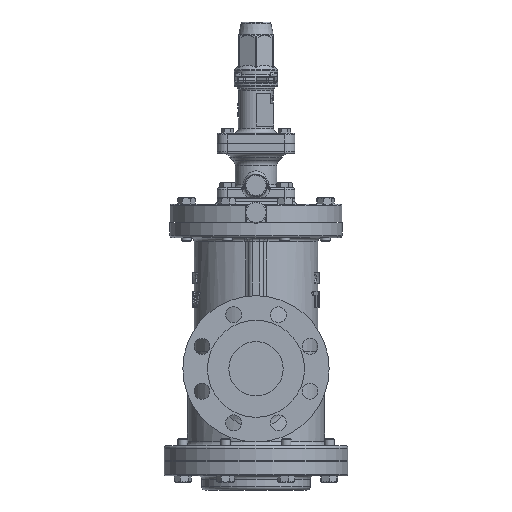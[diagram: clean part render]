
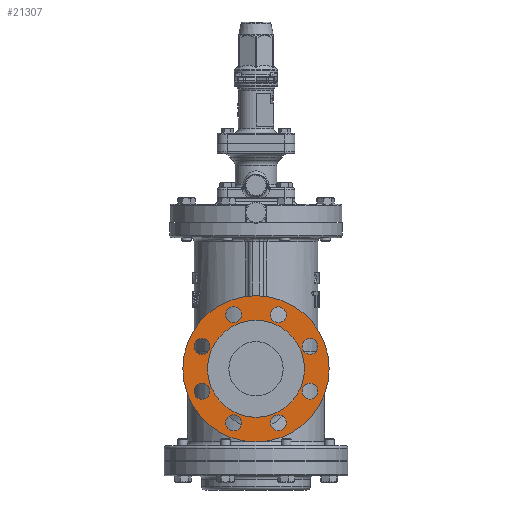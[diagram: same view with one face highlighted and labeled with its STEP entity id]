
A CAD part, left-side view. The second image highlights one B-rep face of the part: STEP entity #21307.
In plain terms, the highlighted planar face has unit normal (-1, 0, 0).
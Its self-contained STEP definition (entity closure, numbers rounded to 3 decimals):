
#781=PLANE('',#22692);
#1909=FACE_BOUND('',#3491,.T.);
#1910=FACE_BOUND('',#3492,.T.);
#1911=FACE_BOUND('',#3493,.T.);
#1912=FACE_BOUND('',#3494,.T.);
#1913=FACE_BOUND('',#3495,.T.);
#1914=FACE_BOUND('',#3496,.T.);
#1915=FACE_BOUND('',#3497,.T.);
#1916=FACE_BOUND('',#3498,.T.);
#1917=FACE_BOUND('',#3499,.T.);
#2130=FACE_OUTER_BOUND('',#3490,.T.);
#3490=EDGE_LOOP('',(#13688));
#3491=EDGE_LOOP('',(#13689));
#3492=EDGE_LOOP('',(#13690));
#3493=EDGE_LOOP('',(#13691));
#3494=EDGE_LOOP('',(#13692));
#3495=EDGE_LOOP('',(#13693));
#3496=EDGE_LOOP('',(#13694));
#3497=EDGE_LOOP('',(#13695));
#3498=EDGE_LOOP('',(#13696));
#3499=EDGE_LOOP('',(#13697));
#4932=CIRCLE('',#22629,87.5);
#4972=CIRCLE('',#22693,9.5);
#4973=CIRCLE('',#22694,9.5);
#4974=CIRCLE('',#22695,9.5);
#4975=CIRCLE('',#22696,9.5);
#4976=CIRCLE('',#22697,9.5);
#4977=CIRCLE('',#22698,9.5);
#4978=CIRCLE('',#22699,9.5);
#4979=CIRCLE('',#22700,9.5);
#4980=CIRCLE('',#22701,58.);
#8296=VERTEX_POINT('',#31209);
#8402=VERTEX_POINT('',#33181);
#8403=VERTEX_POINT('',#33183);
#8404=VERTEX_POINT('',#33185);
#8405=VERTEX_POINT('',#33187);
#8406=VERTEX_POINT('',#33189);
#8407=VERTEX_POINT('',#33191);
#8408=VERTEX_POINT('',#33193);
#8409=VERTEX_POINT('',#33195);
#8410=VERTEX_POINT('',#33197);
#10220=EDGE_CURVE('',#8296,#8296,#4932,.T.);
#10386=EDGE_CURVE('',#8402,#8402,#4972,.T.);
#10387=EDGE_CURVE('',#8403,#8403,#4973,.T.);
#10388=EDGE_CURVE('',#8404,#8404,#4974,.T.);
#10389=EDGE_CURVE('',#8405,#8405,#4975,.T.);
#10390=EDGE_CURVE('',#8406,#8406,#4976,.T.);
#10391=EDGE_CURVE('',#8407,#8407,#4977,.T.);
#10392=EDGE_CURVE('',#8408,#8408,#4978,.T.);
#10393=EDGE_CURVE('',#8409,#8409,#4979,.T.);
#10394=EDGE_CURVE('',#8410,#8410,#4980,.T.);
#13688=ORIENTED_EDGE('',*,*,#10220,.F.);
#13689=ORIENTED_EDGE('',*,*,#10386,.F.);
#13690=ORIENTED_EDGE('',*,*,#10387,.F.);
#13691=ORIENTED_EDGE('',*,*,#10388,.F.);
#13692=ORIENTED_EDGE('',*,*,#10389,.F.);
#13693=ORIENTED_EDGE('',*,*,#10390,.F.);
#13694=ORIENTED_EDGE('',*,*,#10391,.F.);
#13695=ORIENTED_EDGE('',*,*,#10392,.F.);
#13696=ORIENTED_EDGE('',*,*,#10393,.F.);
#13697=ORIENTED_EDGE('',*,*,#10394,.F.);
#21307=ADVANCED_FACE('',(#2130,#1909,#1910,#1911,#1912,#1913,#1914,#1915,
#1916,#1917),#781,.F.);
#22629=AXIS2_PLACEMENT_3D('',#31211,#25123,#25124);
#22692=AXIS2_PLACEMENT_3D('',#33180,#25268,#25269);
#22693=AXIS2_PLACEMENT_3D('',#33182,#25270,#25271);
#22694=AXIS2_PLACEMENT_3D('',#33184,#25272,#25273);
#22695=AXIS2_PLACEMENT_3D('',#33186,#25274,#25275);
#22696=AXIS2_PLACEMENT_3D('',#33188,#25276,#25277);
#22697=AXIS2_PLACEMENT_3D('',#33190,#25278,#25279);
#22698=AXIS2_PLACEMENT_3D('',#33192,#25280,#25281);
#22699=AXIS2_PLACEMENT_3D('',#33194,#25282,#25283);
#22700=AXIS2_PLACEMENT_3D('',#33196,#25284,#25285);
#22701=AXIS2_PLACEMENT_3D('',#33198,#25286,#25287);
#25123=DIRECTION('center_axis',(1.,0.,0.));
#25124=DIRECTION('ref_axis',(0.,0.,1.));
#25268=DIRECTION('center_axis',(1.,0.,0.));
#25269=DIRECTION('ref_axis',(0.,0.,-1.));
#25270=DIRECTION('center_axis',(-1.,0.,0.));
#25271=DIRECTION('ref_axis',(0.,0.707,0.707));
#25272=DIRECTION('center_axis',(-1.,0.,0.));
#25273=DIRECTION('ref_axis',(0.,1.,0.));
#25274=DIRECTION('center_axis',(-1.,0.,0.));
#25275=DIRECTION('ref_axis',(0.,0.707,-0.707));
#25276=DIRECTION('center_axis',(-1.,0.,0.));
#25277=DIRECTION('ref_axis',(0.,0.,-1.));
#25278=DIRECTION('center_axis',(-1.,0.,0.));
#25279=DIRECTION('ref_axis',(0.,-0.707,-0.707));
#25280=DIRECTION('center_axis',(-1.,0.,0.));
#25281=DIRECTION('ref_axis',(0.,-1.,0.));
#25282=DIRECTION('center_axis',(-1.,0.,0.));
#25283=DIRECTION('ref_axis',(0.,-0.707,0.707));
#25284=DIRECTION('center_axis',(-1.,0.,0.));
#25285=DIRECTION('ref_axis',(0.,0.,1.));
#25286=DIRECTION('center_axis',(-1.,0.,0.));
#25287=DIRECTION('ref_axis',(0.,0.,1.));
#31209=CARTESIAN_POINT('',(-185.,0.,-87.5));
#31211=CARTESIAN_POINT('Origin',(-185.,0.,0.));
#33180=CARTESIAN_POINT('Origin',(-185.,0.,87.5));
#33181=CARTESIAN_POINT('',(-185.,57.954,20.07));
#33182=CARTESIAN_POINT('Origin',(-185.,64.672,26.788));
#33183=CARTESIAN_POINT('',(-185.,55.172,-26.788));
#33184=CARTESIAN_POINT('Origin',(-185.,64.672,-26.788));
#33185=CARTESIAN_POINT('',(-185.,20.07,-57.954));
#33186=CARTESIAN_POINT('Origin',(-185.,26.788,-64.672));
#33187=CARTESIAN_POINT('',(-185.,-26.788,-55.172));
#33188=CARTESIAN_POINT('Origin',(-185.,-26.788,-64.672));
#33189=CARTESIAN_POINT('',(-185.,-57.954,-20.07));
#33190=CARTESIAN_POINT('Origin',(-185.,-64.672,-26.788));
#33191=CARTESIAN_POINT('',(-185.,-55.172,26.788));
#33192=CARTESIAN_POINT('Origin',(-185.,-64.672,26.788));
#33193=CARTESIAN_POINT('',(-185.,-20.07,57.954));
#33194=CARTESIAN_POINT('Origin',(-185.,-26.788,64.672));
#33195=CARTESIAN_POINT('',(-185.,26.788,55.172));
#33196=CARTESIAN_POINT('Origin',(-185.,26.788,64.672));
#33197=CARTESIAN_POINT('',(-185.,0.,-58.));
#33198=CARTESIAN_POINT('Origin',(-185.,0.,0.));
